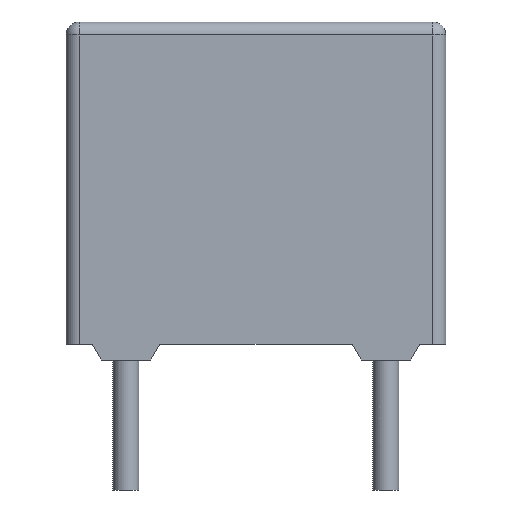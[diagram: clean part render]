
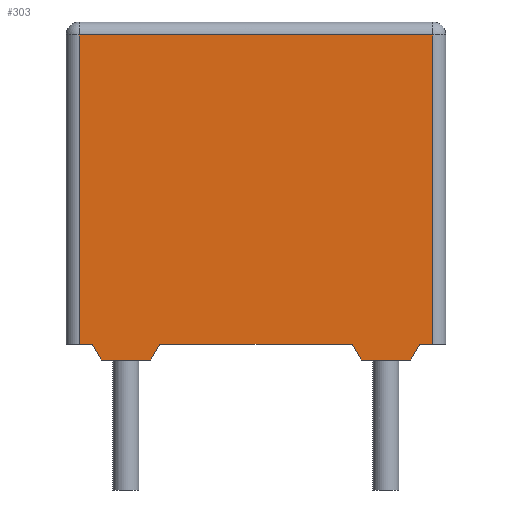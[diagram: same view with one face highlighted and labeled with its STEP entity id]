
A CAD part, front view. The second image highlights one B-rep face of the part: STEP entity #303.
In plain terms, the highlighted planar face has unit normal (0, -1, 0).
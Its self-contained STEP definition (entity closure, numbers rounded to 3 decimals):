
#303=ADVANCED_FACE('',(#748),#750,.T.);
#748=FACE_BOUND('',#749,.T.);
#749=EDGE_LOOP('',(#1918,#1919,#1920,#1921,#1922,#1923,#1924,#1925,#1926,#1927,#1928,
#1929));
#750=PLANE('',#751);
#751=AXIS2_PLACEMENT_3D('',#752,#753,#754);
#752=CARTESIAN_POINT('',(-3.65,-1.25,0.));
#753=DIRECTION('',(0.,-1.,0.));
#754=DIRECTION('',(1.,0.,0.));
#1918=ORIENTED_EDGE('',*,*,#2026,.T.);
#1919=ORIENTED_EDGE('',*,*,#2083,.T.);
#1920=ORIENTED_EDGE('',*,*,#2034,.T.);
#1921=ORIENTED_EDGE('',*,*,#2041,.T.);
#1922=ORIENTED_EDGE('',*,*,#2047,.T.);
#1923=ORIENTED_EDGE('',*,*,#2079,.T.);
#1924=ORIENTED_EDGE('',*,*,#2054,.T.);
#1925=ORIENTED_EDGE('',*,*,#2064,.T.);
#1926=ORIENTED_EDGE('',*,*,#2103,.T.);
#1927=ORIENTED_EDGE('',*,*,#2104,.F.);
#1928=ORIENTED_EDGE('',*,*,#2105,.F.);
#1929=ORIENTED_EDGE('',*,*,#2071,.T.);
#2026=EDGE_CURVE('',#2154,#2152,#2155,.F.);
#2034=EDGE_CURVE('',#2170,#2168,#2171,.F.);
#2041=EDGE_CURVE('',#2168,#2180,#2182,.F.);
#2047=EDGE_CURVE('',#2180,#2190,#2192,.F.);
#2054=EDGE_CURVE('',#2206,#2204,#2207,.F.);
#2064=EDGE_CURVE('',#2204,#2223,#2225,.F.);
#2071=EDGE_CURVE('',#2236,#2154,#2237,.F.);
#2079=EDGE_CURVE('',#2190,#2206,#2248,.T.);
#2083=EDGE_CURVE('',#2152,#2170,#2252,.T.);
#2103=EDGE_CURVE('',#2223,#2282,#2283,.T.);
#2104=EDGE_CURVE('',#2284,#2282,#2285,.T.);
#2105=EDGE_CURVE('',#2236,#2284,#2286,.T.);
#2152=VERTEX_POINT('',#2357);
#2154=VERTEX_POINT('',#2361);
#2155=LINE('',#2362,#2363);
#2168=VERTEX_POINT('',#2389);
#2170=VERTEX_POINT('',#2393);
#2171=LINE('',#2394,#2395);
#2180=VERTEX_POINT('',#2415);
#2182=LINE('',#2419,#2420);
#2190=VERTEX_POINT('',#2437);
#2192=LINE('',#2441,#2442);
#2204=VERTEX_POINT('',#2465);
#2206=VERTEX_POINT('',#2469);
#2207=LINE('',#2470,#2471);
#2223=VERTEX_POINT('',#2507);
#2225=LINE('',#2512,#2513);
#2236=VERTEX_POINT('',#2539);
#2237=LINE('',#2540,#2541);
#2248=LINE('',#2569,#2570);
#2252=LINE('',#2581,#2582);
#2282=VERTEX_POINT('',#2655);
#2283=LINE('',#2656,#2657);
#2284=VERTEX_POINT('',#2659);
#2285=LINE('',#2660,#2661);
#2286=LINE('',#2663,#2664);
#2357=CARTESIAN_POINT('',(-2.977,-1.25,0.));
#2361=CARTESIAN_POINT('',(-3.15,-1.25,0.3));
#2362=CARTESIAN_POINT('',(-2.977,-1.25,0.));
#2363=VECTOR('',#2364,1.);
#2364=DIRECTION('',(-0.5,0.,0.866));
#2389=CARTESIAN_POINT('',(-1.85,-1.25,0.3));
#2393=CARTESIAN_POINT('',(-2.023,-1.25,0.));
#2394=CARTESIAN_POINT('',(-1.85,-1.25,0.3));
#2395=VECTOR('',#2396,1.);
#2396=DIRECTION('',(-0.5,0.,-0.866));
#2415=CARTESIAN_POINT('',(1.85,-1.25,0.3));
#2419=CARTESIAN_POINT('',(1.85,-1.25,0.3));
#2420=VECTOR('',#2421,1.);
#2421=DIRECTION('',(-1.,0.,0.));
#2437=CARTESIAN_POINT('',(2.023,-1.25,0.));
#2441=CARTESIAN_POINT('',(2.023,-1.25,0.));
#2442=VECTOR('',#2443,1.);
#2443=DIRECTION('',(-0.5,0.,0.866));
#2465=CARTESIAN_POINT('',(3.15,-1.25,0.3));
#2469=CARTESIAN_POINT('',(2.977,-1.25,0.));
#2470=CARTESIAN_POINT('',(3.15,-1.25,0.3));
#2471=VECTOR('',#2472,1.);
#2472=DIRECTION('',(-0.5,0.,-0.866));
#2507=CARTESIAN_POINT('',(3.4,-1.25,0.3));
#2512=CARTESIAN_POINT('',(3.4,-1.25,0.3));
#2513=VECTOR('',#2514,1.);
#2514=DIRECTION('',(-1.,0.,0.));
#2539=CARTESIAN_POINT('',(-3.4,-1.25,0.3));
#2540=CARTESIAN_POINT('',(-3.15,-1.25,0.3));
#2541=VECTOR('',#2542,1.);
#2542=DIRECTION('',(-1.,0.,0.));
#2569=CARTESIAN_POINT('',(2.023,-1.25,0.));
#2570=VECTOR('',#2571,1.);
#2571=DIRECTION('',(1.,0.,0.));
#2581=CARTESIAN_POINT('',(-2.977,-1.25,0.));
#2582=VECTOR('',#2583,1.);
#2583=DIRECTION('',(1.,0.,0.));
#2655=CARTESIAN_POINT('',(3.4,-1.25,6.25));
#2656=CARTESIAN_POINT('',(3.4,-1.25,0.3));
#2657=VECTOR('',#2658,1.);
#2658=DIRECTION('',(0.,0.,1.));
#2659=CARTESIAN_POINT('',(-3.4,-1.25,6.25));
#2660=CARTESIAN_POINT('',(-3.4,-1.25,6.25));
#2661=VECTOR('',#2662,1.);
#2662=DIRECTION('',(1.,0.,0.));
#2663=CARTESIAN_POINT('',(-3.4,-1.25,0.3));
#2664=VECTOR('',#2665,1.);
#2665=DIRECTION('',(0.,0.,1.));
